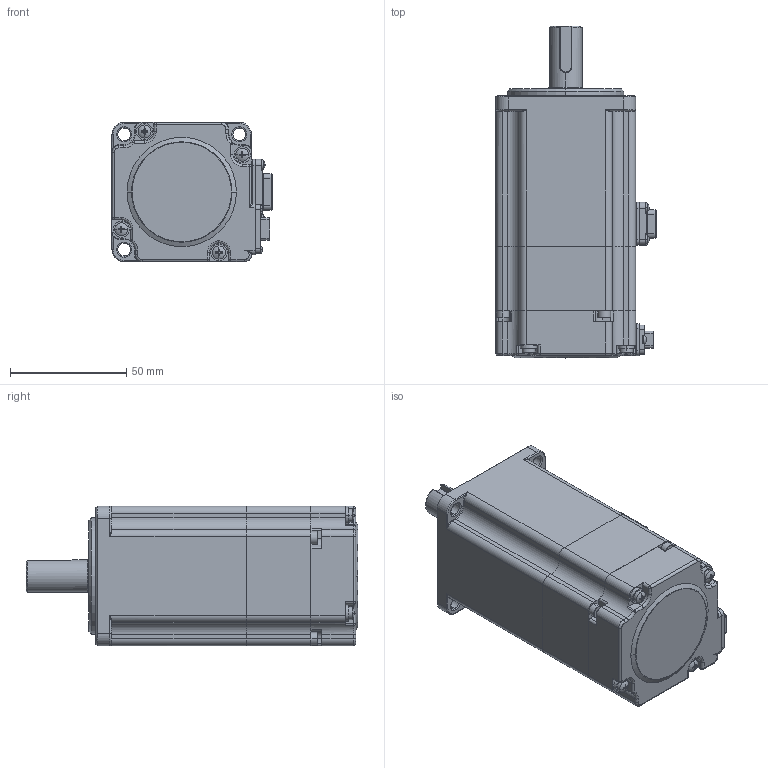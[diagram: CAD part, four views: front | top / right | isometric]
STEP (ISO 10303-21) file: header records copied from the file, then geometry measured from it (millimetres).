
FILE_DESCRIPTION (( 'STEP AP203' ), '1' );
FILE_NAME ('MS6H-60TH30BZ3-20P4-S.STEP', '2024-07-30T00:31:16', ( '' ), ( '' ), 'SwSTEP 2.0', 'SolidWorks 2022', '' );
FILE_SCHEMA (( 'CONFIG_CONTROL_DESIGN' ));
Length unit declared in the file: millimetre
Products named in the file (1): MS6H-60TH30BZ3-20P4-S
Bounding box: 68.8 x 142.65 x 60 mm (x, y, z)
Surface area: 38986.6 mm2 (no closed solid volume)
Topology: 0 solids, 32 shells, 782 faces, 2489 edges, 1699 vertices
Faces by surface type: plane 373, cylinder 251, torus 86, cone 26, sphere 24, bspline 22
Entity records: 28420 total; most frequent: CARTESIAN_POINT 6363, DIRECTION 4859, ORIENTED_EDGE 4057, EDGE_CURVE 2473, AXIS2_PLACEMENT_3D 1705, VERTEX_POINT 1699, LINE 1449, VECTOR 1449
